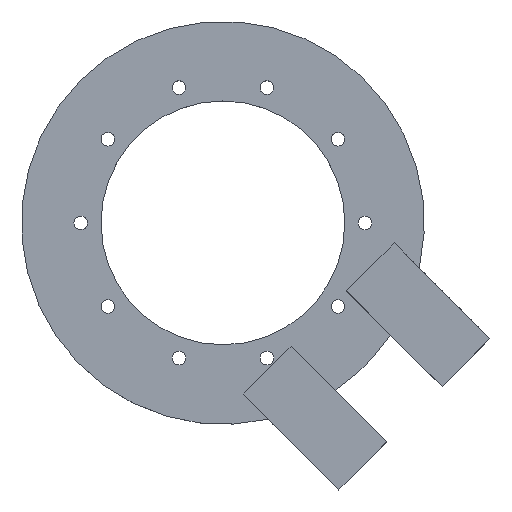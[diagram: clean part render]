
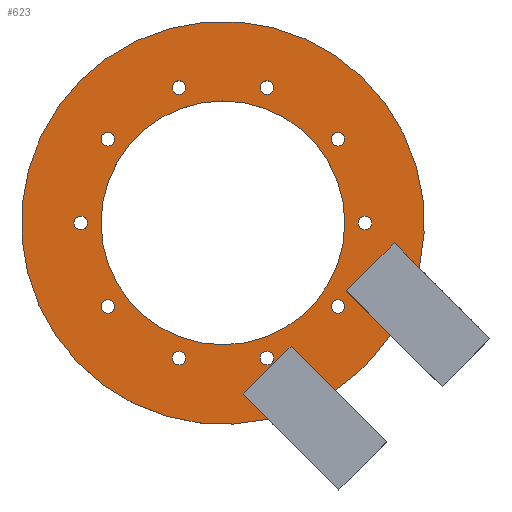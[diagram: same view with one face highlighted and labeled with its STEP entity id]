
A CAD part, top view. The second image highlights one B-rep face of the part: STEP entity #623.
In plain terms, the highlighted planar face has unit normal (0, 0, 1).
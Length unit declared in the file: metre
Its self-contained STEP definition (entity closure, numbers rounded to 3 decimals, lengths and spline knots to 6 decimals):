
#12=PLANE('',#675);
#26=CIRCLE('',#670,0.0595);
#28=CIRCLE('',#673,0.0595);
#30=CIRCLE('',#676,0.002);
#31=CIRCLE('',#677,0.002);
#32=CIRCLE('',#678,0.002);
#33=CIRCLE('',#679,0.002);
#34=CIRCLE('',#680,0.002);
#35=CIRCLE('',#681,0.002);
#36=CIRCLE('',#682,0.002);
#37=CIRCLE('',#683,0.002);
#38=CIRCLE('',#684,0.002);
#39=CIRCLE('',#685,0.002);
#40=CIRCLE('',#686,0.036);
#76=ORIENTED_EDGE('',*,*,#232,.F.);
#77=ORIENTED_EDGE('',*,*,#228,.T.);
#78=ORIENTED_EDGE('',*,*,#233,.T.);
#79=ORIENTED_EDGE('',*,*,#234,.T.);
#80=ORIENTED_EDGE('',*,*,#235,.T.);
#81=ORIENTED_EDGE('',*,*,#225,.T.);
#82=ORIENTED_EDGE('',*,*,#236,.T.);
#83=ORIENTED_EDGE('',*,*,#237,.T.);
#84=ORIENTED_EDGE('',*,*,#238,.F.);
#85=ORIENTED_EDGE('',*,*,#239,.F.);
#86=ORIENTED_EDGE('',*,*,#240,.F.);
#87=ORIENTED_EDGE('',*,*,#241,.F.);
#88=ORIENTED_EDGE('',*,*,#242,.F.);
#89=ORIENTED_EDGE('',*,*,#243,.F.);
#90=ORIENTED_EDGE('',*,*,#244,.F.);
#91=ORIENTED_EDGE('',*,*,#245,.F.);
#92=ORIENTED_EDGE('',*,*,#246,.F.);
#93=ORIENTED_EDGE('',*,*,#247,.F.);
#94=ORIENTED_EDGE('',*,*,#248,.F.);
#225=EDGE_CURVE('',#304,#302,#26,.T.);
#228=EDGE_CURVE('',#306,#307,#28,.T.);
#232=EDGE_CURVE('',#306,#310,#368,.T.);
#233=EDGE_CURVE('',#307,#311,#369,.T.);
#234=EDGE_CURVE('',#311,#312,#370,.T.);
#235=EDGE_CURVE('',#312,#304,#371,.T.);
#236=EDGE_CURVE('',#302,#313,#372,.T.);
#237=EDGE_CURVE('',#313,#310,#373,.T.);
#238=EDGE_CURVE('',#314,#314,#30,.T.);
#239=EDGE_CURVE('',#315,#315,#31,.T.);
#240=EDGE_CURVE('',#316,#316,#32,.T.);
#241=EDGE_CURVE('',#317,#317,#33,.T.);
#242=EDGE_CURVE('',#318,#318,#34,.T.);
#243=EDGE_CURVE('',#319,#319,#35,.T.);
#244=EDGE_CURVE('',#320,#320,#36,.T.);
#245=EDGE_CURVE('',#321,#321,#37,.T.);
#246=EDGE_CURVE('',#322,#322,#38,.T.);
#247=EDGE_CURVE('',#323,#323,#39,.T.);
#248=EDGE_CURVE('',#324,#324,#40,.T.);
#302=VERTEX_POINT('',#941);
#304=VERTEX_POINT('',#944);
#306=VERTEX_POINT('',#950);
#307=VERTEX_POINT('',#951);
#310=VERTEX_POINT('',#959);
#311=VERTEX_POINT('',#961);
#312=VERTEX_POINT('',#963);
#313=VERTEX_POINT('',#966);
#314=VERTEX_POINT('',#969);
#315=VERTEX_POINT('',#971);
#316=VERTEX_POINT('',#973);
#317=VERTEX_POINT('',#975);
#318=VERTEX_POINT('',#977);
#319=VERTEX_POINT('',#979);
#320=VERTEX_POINT('',#981);
#321=VERTEX_POINT('',#983);
#322=VERTEX_POINT('',#985);
#323=VERTEX_POINT('',#987);
#324=VERTEX_POINT('',#989);
#368=LINE('',#958,#404);
#369=LINE('',#960,#405);
#370=LINE('',#962,#406);
#371=LINE('',#964,#407);
#372=LINE('',#965,#408);
#373=LINE('',#967,#409);
#404=VECTOR('',#766,1.);
#405=VECTOR('',#767,1.);
#406=VECTOR('',#768,1.);
#407=VECTOR('',#769,1.);
#408=VECTOR('',#770,1.);
#409=VECTOR('',#771,1.);
#438=EDGE_LOOP('',(#76,#77,#78,#79,#80,#81,#82,#83));
#439=EDGE_LOOP('',(#84));
#440=EDGE_LOOP('',(#85));
#441=EDGE_LOOP('',(#86));
#442=EDGE_LOOP('',(#87));
#443=EDGE_LOOP('',(#88));
#444=EDGE_LOOP('',(#89));
#445=EDGE_LOOP('',(#90));
#446=EDGE_LOOP('',(#91));
#447=EDGE_LOOP('',(#92));
#448=EDGE_LOOP('',(#93));
#449=EDGE_LOOP('',(#94));
#520=FACE_BOUND('',#438,.T.);
#521=FACE_BOUND('',#439,.T.);
#522=FACE_BOUND('',#440,.T.);
#523=FACE_BOUND('',#441,.T.);
#524=FACE_BOUND('',#442,.T.);
#525=FACE_BOUND('',#443,.T.);
#526=FACE_BOUND('',#444,.T.);
#527=FACE_BOUND('',#445,.T.);
#528=FACE_BOUND('',#446,.T.);
#529=FACE_BOUND('',#447,.T.);
#530=FACE_BOUND('',#448,.T.);
#531=FACE_BOUND('',#449,.T.);
#623=ADVANCED_FACE('',(#520,#521,#522,#523,#524,#525,#526,#527,#528,#529,
#530,#531),#12,.T.);
#670=AXIS2_PLACEMENT_3D('',#943,#751,#752);
#673=AXIS2_PLACEMENT_3D('',#949,#758,#759);
#675=AXIS2_PLACEMENT_3D('',#957,#764,#765);
#676=AXIS2_PLACEMENT_3D('',#968,#772,#773);
#677=AXIS2_PLACEMENT_3D('',#970,#774,#775);
#678=AXIS2_PLACEMENT_3D('',#972,#776,#777);
#679=AXIS2_PLACEMENT_3D('',#974,#778,#779);
#680=AXIS2_PLACEMENT_3D('',#976,#780,#781);
#681=AXIS2_PLACEMENT_3D('',#978,#782,#783);
#682=AXIS2_PLACEMENT_3D('',#980,#784,#785);
#683=AXIS2_PLACEMENT_3D('',#982,#786,#787);
#684=AXIS2_PLACEMENT_3D('',#984,#788,#789);
#685=AXIS2_PLACEMENT_3D('',#986,#790,#791);
#686=AXIS2_PLACEMENT_3D('',#988,#792,#793);
#751=DIRECTION('',(0.,0.,1.));
#752=DIRECTION('',(0.,-1.,0.));
#758=DIRECTION('',(0.,0.,1.));
#759=DIRECTION('',(0.,-1.,0.));
#764=DIRECTION('',(0.,0.,1.));
#765=DIRECTION('',(1.,0.,0.));
#766=DIRECTION('',(-0.707,0.707,0.));
#767=DIRECTION('',(-0.707,0.707,0.));
#768=DIRECTION('',(0.707,0.707,0.));
#769=DIRECTION('',(0.707,-0.707,0.));
#770=DIRECTION('',(-0.707,0.707,0.));
#771=DIRECTION('',(0.707,0.707,0.));
#772=DIRECTION('',(0.,0.,1.));
#773=DIRECTION('',(0.,-1.,0.));
#774=DIRECTION('',(0.,0.,1.));
#775=DIRECTION('',(0.,-1.,0.));
#776=DIRECTION('',(0.,0.,1.));
#777=DIRECTION('',(0.,-1.,0.));
#778=DIRECTION('',(0.,0.,1.));
#779=DIRECTION('',(0.,-1.,0.));
#780=DIRECTION('',(0.,0.,1.));
#781=DIRECTION('',(0.,-1.,0.));
#782=DIRECTION('',(0.,0.,1.));
#783=DIRECTION('',(0.,-1.,0.));
#784=DIRECTION('',(0.,0.,1.));
#785=DIRECTION('',(0.,-1.,0.));
#786=DIRECTION('',(0.,0.,1.));
#787=DIRECTION('',(0.,-1.,0.));
#788=DIRECTION('',(0.,0.,1.));
#789=DIRECTION('',(0.,-1.,0.));
#790=DIRECTION('',(0.,0.,1.));
#791=DIRECTION('',(0.,-1.,0.));
#792=DIRECTION('',(0.,0.,1.));
#793=DIRECTION('',(0.,-1.,0.));
#941=CARTESIAN_POINT('',(0.013362,-0.05798,0.005));
#943=CARTESIAN_POINT('',(0.,0.,0.005));
#944=CARTESIAN_POINT('',(0.05798,-0.013362,0.005));
#949=CARTESIAN_POINT('',(0.,0.,0.005));
#950=CARTESIAN_POINT('',(0.033105,-0.04944,0.005));
#951=CARTESIAN_POINT('',(0.04944,-0.033105,0.005));
#957=CARTESIAN_POINT('',(0.,0.,0.005));
#958=CARTESIAN_POINT('',(-0.008167,-0.008167,0.005));
#959=CARTESIAN_POINT('',(0.020117,-0.036451,0.005));
#960=CARTESIAN_POINT('',(0.008167,0.008167,0.005));
#961=CARTESIAN_POINT('',(0.036451,-0.020117,0.005));
#962=CARTESIAN_POINT('',(0.028284,-0.028284,0.005));
#963=CARTESIAN_POINT('',(0.050593,-0.005975,0.005));
#964=CARTESIAN_POINT('',(0.022309,0.022309,0.005));
#965=CARTESIAN_POINT('',(-0.022309,-0.022309,0.005));
#966=CARTESIAN_POINT('',(0.005975,-0.050593,0.005));
#967=CARTESIAN_POINT('',(0.028284,-0.028284,0.005));
#968=CARTESIAN_POINT('',(0.012979,-0.039944,0.005));
#969=CARTESIAN_POINT('',(0.012979,-0.041944,0.005));
#970=CARTESIAN_POINT('',(0.033979,-0.024687,0.005));
#971=CARTESIAN_POINT('',(0.033979,-0.026687,0.005));
#972=CARTESIAN_POINT('',(0.042,0.,0.005));
#973=CARTESIAN_POINT('',(0.042,-0.002,0.005));
#974=CARTESIAN_POINT('',(0.033979,0.024687,0.005));
#975=CARTESIAN_POINT('',(0.033979,0.022687,0.005));
#976=CARTESIAN_POINT('',(0.012979,0.039944,0.005));
#977=CARTESIAN_POINT('',(0.012979,0.037944,0.005));
#978=CARTESIAN_POINT('',(-0.012979,0.039944,0.005));
#979=CARTESIAN_POINT('',(-0.012979,0.037944,0.005));
#980=CARTESIAN_POINT('',(-0.033979,0.024687,0.005));
#981=CARTESIAN_POINT('',(-0.033979,0.022687,0.005));
#982=CARTESIAN_POINT('',(-0.042,0.,0.005));
#983=CARTESIAN_POINT('',(-0.042,-0.002,0.005));
#984=CARTESIAN_POINT('',(-0.012979,-0.039944,0.005));
#985=CARTESIAN_POINT('',(-0.012979,-0.041944,0.005));
#986=CARTESIAN_POINT('',(-0.033979,-0.024687,0.005));
#987=CARTESIAN_POINT('',(-0.033979,-0.026687,0.005));
#988=CARTESIAN_POINT('',(0.,0.,0.005));
#989=CARTESIAN_POINT('',(0.,-0.036,0.005));
